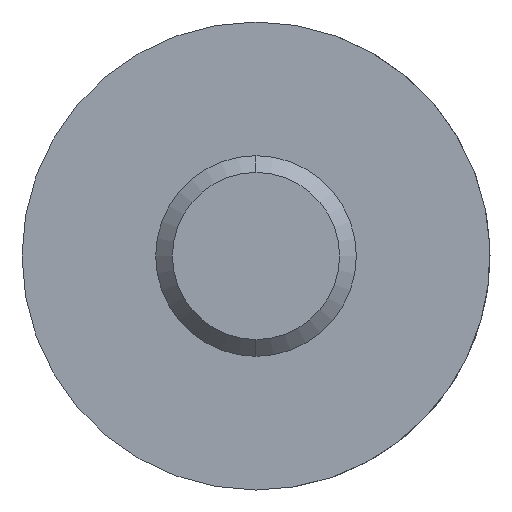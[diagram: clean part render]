
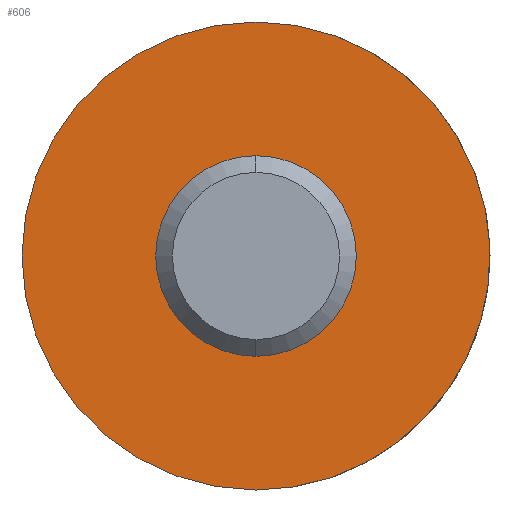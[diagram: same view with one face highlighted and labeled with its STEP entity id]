
A CAD part, left-side view. The second image highlights one B-rep face of the part: STEP entity #606.
In plain terms, the highlighted planar face has unit normal (-1, 0, 0).
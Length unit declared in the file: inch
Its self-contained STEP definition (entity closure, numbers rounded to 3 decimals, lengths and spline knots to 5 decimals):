
#137=CARTESIAN_POINT('',(0.875,0.,0.15625));
#138=VERTEX_POINT('',#137);
#147=CARTESIAN_POINT('',(0.875,0.125,0.09375));
#148=VERTEX_POINT('',#147);
#149=CARTESIAN_POINT('',(0.875,0.0,0.0));
#150=DIRECTION('',(1.0,0.0,0.0));
#151=DIRECTION('',(0.0,1.0,0.0));
#152=AXIS2_PLACEMENT_3D('',#149,#150,#151);
#153=CIRCLE('',#152,0.15625);
#154=EDGE_CURVE('',#148,#138,#153,.T.);
#221=CARTESIAN_POINT('',(0.875,0.,-0.4375));
#222=VERTEX_POINT('',#221);
#231=CARTESIAN_POINT('',(0.875,0.,0.4375));
#232=VERTEX_POINT('',#231);
#233=CARTESIAN_POINT('',(0.875,0.0,0.0));
#234=DIRECTION('',(1.0,0.0,0.0));
#235=DIRECTION('',(0.0,0.0,-1.0));
#236=AXIS2_PLACEMENT_3D('',#233,#234,#235);
#237=CIRCLE('',#236,0.4375);
#238=EDGE_CURVE('',#232,#222,#237,.F.);
#265=CARTESIAN_POINT('',(0.875,0.,-0.15625));
#266=VERTEX_POINT('',#265);
#282=CARTESIAN_POINT('',(0.875,0.125,-0.09375));
#283=VERTEX_POINT('',#282);
#290=CARTESIAN_POINT('',(0.875,0.0,0.0));
#291=DIRECTION('',(1.0,0.0,0.0));
#292=DIRECTION('',(0.0,1.0,0.0));
#293=AXIS2_PLACEMENT_3D('',#290,#291,#292);
#294=CIRCLE('',#293,0.15625);
#295=EDGE_CURVE('',#266,#283,#294,.T.);
#489=CARTESIAN_POINT('',(0.875,-0.125,0.09375));
#490=VERTEX_POINT('',#489);
#505=CARTESIAN_POINT('',(0.875,-0.125,-0.09375));
#506=VERTEX_POINT('',#505);
#513=CARTESIAN_POINT('',(0.875,-0.125,0.09375));
#514=DIRECTION('',(0.0,0.0,-1.0));
#515=VECTOR('',#514,0.1875);
#516=LINE('',#513,#515);
#517=EDGE_CURVE('',#490,#506,#516,.T.);
#535=CARTESIAN_POINT('',(0.875,0.125,-0.09375));
#536=DIRECTION('',(0.0,0.0,1.0));
#537=VECTOR('',#536,0.1875);
#538=LINE('',#535,#537);
#539=EDGE_CURVE('',#283,#148,#538,.T.);
#550=CARTESIAN_POINT('',(0.875,0.0,0.0));
#551=DIRECTION('',(1.0,0.0,0.0));
#552=DIRECTION('',(0.0,1.0,0.0));
#553=AXIS2_PLACEMENT_3D('',#550,#551,#552);
#554=CIRCLE('',#553,0.15625);
#555=EDGE_CURVE('',#506,#266,#554,.T.);
#568=CARTESIAN_POINT('',(0.875,0.0,-0.29688));
#569=DIRECTION('',(-1.0,0.0,0.0));
#570=DIRECTION('',(0.0,-1.0,0.0));
#571=AXIS2_PLACEMENT_3D('',#568,#569,#570);
#572=PLANE('',#571);
#573=CARTESIAN_POINT('',(0.875,-0.40865,0.15625));
#574=VERTEX_POINT('',#573);
#575=CARTESIAN_POINT('',(0.875,0.0,0.0));
#576=DIRECTION('',(1.0,0.0,0.0));
#577=DIRECTION('',(0.0,0.0,-1.0));
#578=AXIS2_PLACEMENT_3D('',#575,#576,#577);
#579=CIRCLE('',#578,0.4375);
#580=EDGE_CURVE('',#574,#232,#579,.F.);
#581=ORIENTED_EDGE('',*,*,#580,.T.);
#582=ORIENTED_EDGE('',*,*,#238,.T.);
#583=CARTESIAN_POINT('',(0.875,0.0,0.0));
#584=DIRECTION('',(1.0,0.0,0.0));
#585=DIRECTION('',(0.0,0.0,-1.0));
#586=AXIS2_PLACEMENT_3D('',#583,#584,#585);
#587=CIRCLE('',#586,0.4375);
#588=EDGE_CURVE('',#222,#574,#587,.F.);
#589=ORIENTED_EDGE('',*,*,#588,.T.);
#590=EDGE_LOOP('',(#581,#582,#589));
#591=FACE_OUTER_BOUND('',#590,.T.);
#592=ORIENTED_EDGE('',*,*,#555,.T.);
#593=ORIENTED_EDGE('',*,*,#295,.T.);
#594=ORIENTED_EDGE('',*,*,#539,.T.);
#595=ORIENTED_EDGE('',*,*,#154,.T.);
#596=CARTESIAN_POINT('',(0.875,0.0,0.0));
#597=DIRECTION('',(1.0,0.0,0.0));
#598=DIRECTION('',(0.0,1.0,0.0));
#599=AXIS2_PLACEMENT_3D('',#596,#597,#598);
#600=CIRCLE('',#599,0.15625);
#601=EDGE_CURVE('',#138,#490,#600,.T.);
#602=ORIENTED_EDGE('',*,*,#601,.T.);
#603=ORIENTED_EDGE('',*,*,#517,.T.);
#604=EDGE_LOOP('',(#592,#593,#594,#595,#602,#603));
#605=FACE_BOUND('',#604,.T.);
#606=ADVANCED_FACE('',(#591,#605),#572,.T.);
